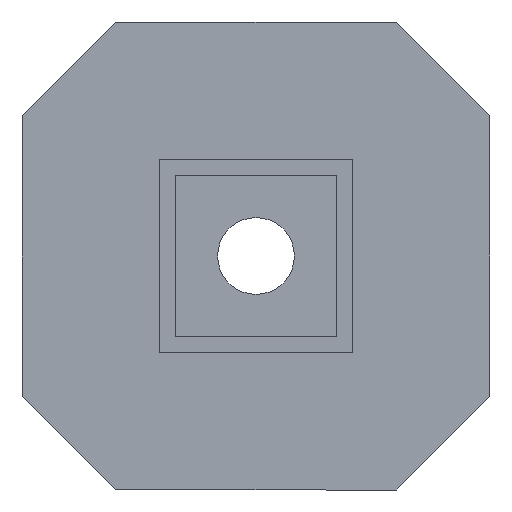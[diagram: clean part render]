
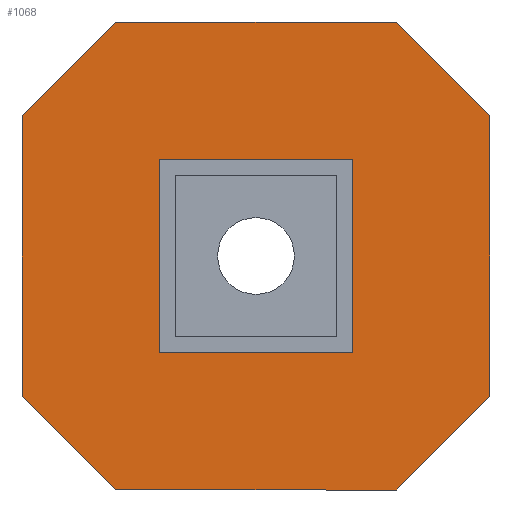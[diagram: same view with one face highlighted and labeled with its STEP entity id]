
A CAD part, left-side view. The second image highlights one B-rep face of the part: STEP entity #1068.
In plain terms, the highlighted planar face has unit normal (-1, 0, 0).
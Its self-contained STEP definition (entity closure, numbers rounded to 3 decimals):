
#30 = EDGE_LOOP ( 'NONE', ( #537, #1095, #953, #811, #1148, #736, #1076, #224 ) ) ;
#38 = EDGE_CURVE ( 'NONE', #921, #920, #1134, .T. ) ;
#42 = CARTESIAN_POINT ( 'NONE',  ( 0., 126., -126. ) ) ;
#52 = CARTESIAN_POINT ( 'NONE',  ( 0., 305., -183. ) ) ;
#55 = DIRECTION ( 'NONE',  ( 0., 0., -1. ) ) ;
#61 = DIRECTION ( 'NONE',  ( 0., 0., -1. ) ) ;
#79 = DIRECTION ( 'NONE',  ( 0., 1., 0. ) ) ;
#83 = EDGE_CURVE ( 'NONE', #326, #305, #450, .T. ) ;
#84 = DIRECTION ( 'NONE',  ( 0., -1., 0. ) ) ;
#122 = LINE ( 'NONE', #798, #421 ) ;
#126 = VECTOR ( 'NONE', #549, 1000. ) ;
#152 = PLANE ( 'NONE',  #446 ) ;
#172 = LINE ( 'NONE', #965, #653 ) ;
#186 = VECTOR ( 'NONE', #841, 1000. ) ;
#192 = CARTESIAN_POINT ( 'NONE',  ( 0., 126., 126. ) ) ;
#224 = ORIENTED_EDGE ( 'NONE', *, *, #83, .F. ) ;
#230 = VECTOR ( 'NONE', #352, 1000. ) ;
#238 = EDGE_CURVE ( 'NONE', #1273, #838, #172, .T. ) ;
#266 = LINE ( 'NONE', #577, #633 ) ;
#271 = LINE ( 'NONE', #946, #230 ) ;
#297 = EDGE_CURVE ( 'NONE', #395, #326, #122, .T. ) ;
#305 = VERTEX_POINT ( 'NONE', #1091 ) ;
#326 = VERTEX_POINT ( 'NONE', #1003 ) ;
#330 = LINE ( 'NONE', #922, #1277 ) ;
#352 = DIRECTION ( 'NONE',  ( 0., -0.707, 0.707 ) ) ;
#370 = CARTESIAN_POINT ( 'NONE',  ( 0., 126., -126. ) ) ;
#372 = LINE ( 'NONE', #473, #465 ) ;
#376 = VERTEX_POINT ( 'NONE', #192 ) ;
#386 = DIRECTION ( 'NONE',  ( 0., 0.707, -0.707 ) ) ;
#395 = VERTEX_POINT ( 'NONE', #597 ) ;
#405 = EDGE_LOOP ( 'NONE', ( #1219, #999, #571, #926 ) ) ;
#421 = VECTOR ( 'NONE', #715, 1000. ) ;
#442 = DIRECTION ( 'NONE',  ( 0., 0.707, 0.707 ) ) ;
#446 = AXIS2_PLACEMENT_3D ( 'NONE', #548, #938, #55 ) ;
#450 = LINE ( 'NONE', #655, #186 ) ;
#457 = CARTESIAN_POINT ( 'NONE',  ( 0., -126., 126. ) ) ;
#458 = EDGE_CURVE ( 'NONE', #376, #1243, #266, .T. ) ;
#465 = VECTOR ( 'NONE', #766, 1000. ) ;
#473 = CARTESIAN_POINT ( 'NONE',  ( 0., 126., 126. ) ) ;
#479 = EDGE_CURVE ( 'NONE', #1123, #809, #942, .T. ) ;
#485 = CARTESIAN_POINT ( 'NONE',  ( 0., 305., -183. ) ) ;
#514 = VECTOR ( 'NONE', #442, 1000. ) ;
#533 = CARTESIAN_POINT ( 'NONE',  ( 0., -126., -126. ) ) ;
#537 = ORIENTED_EDGE ( 'NONE', *, *, #297, .F. ) ;
#548 = CARTESIAN_POINT ( 'NONE',  ( 0., 0., 0. ) ) ;
#549 = DIRECTION ( 'NONE',  ( 0., 0., 1. ) ) ;
#559 = CARTESIAN_POINT ( 'NONE',  ( 0., 305., 183. ) ) ;
#570 = VECTOR ( 'NONE', #61, 1000. ) ;
#571 = ORIENTED_EDGE ( 'NONE', *, *, #458, .T. ) ;
#573 = VECTOR ( 'NONE', #79, 1000. ) ;
#577 = CARTESIAN_POINT ( 'NONE',  ( 0., 126., 126. ) ) ;
#597 = CARTESIAN_POINT ( 'NONE',  ( 0., 183., 305. ) ) ;
#612 = CARTESIAN_POINT ( 'NONE',  ( 0., -305., 183. ) ) ;
#633 = VECTOR ( 'NONE', #84, 1000. ) ;
#645 = FACE_OUTER_BOUND ( 'NONE', #30, .T. ) ;
#652 = LINE ( 'NONE', #457, #570 ) ;
#653 = VECTOR ( 'NONE', #386, 1000. ) ;
#654 = CARTESIAN_POINT ( 'NONE',  ( 0., -305., -183. ) ) ;
#655 = CARTESIAN_POINT ( 'NONE',  ( 0., -183., 305. ) ) ;
#715 = DIRECTION ( 'NONE',  ( 0., -1., 0. ) ) ;
#736 = ORIENTED_EDGE ( 'NONE', *, *, #238, .F. ) ;
#749 = CARTESIAN_POINT ( 'NONE',  ( 0., -126., 126. ) ) ;
#766 = DIRECTION ( 'NONE',  ( 0., 0., 1. ) ) ;
#798 = CARTESIAN_POINT ( 'NONE',  ( 0., 183., 305. ) ) ;
#809 = VERTEX_POINT ( 'NONE', #42 ) ;
#811 = ORIENTED_EDGE ( 'NONE', *, *, #1163, .F. ) ;
#835 = LINE ( 'NONE', #52, #514 ) ;
#838 = VERTEX_POINT ( 'NONE', #1274 ) ;
#841 = DIRECTION ( 'NONE',  ( 0., -0.707, -0.707 ) ) ;
#856 = CARTESIAN_POINT ( 'NONE',  ( 0., 183., -305. ) ) ;
#875 = LINE ( 'NONE', #612, #958 ) ;
#905 = CARTESIAN_POINT ( 'NONE',  ( 0., 305., 183. ) ) ;
#913 = EDGE_CURVE ( 'NONE', #305, #1273, #875, .T. ) ;
#920 = VERTEX_POINT ( 'NONE', #905 ) ;
#921 = VERTEX_POINT ( 'NONE', #485 ) ;
#922 = CARTESIAN_POINT ( 'NONE',  ( 0., 183., -305. ) ) ;
#926 = ORIENTED_EDGE ( 'NONE', *, *, #1007, .T. ) ;
#938 = DIRECTION ( 'NONE',  ( 1., 0., 0. ) ) ;
#942 = LINE ( 'NONE', #370, #573 ) ;
#946 = CARTESIAN_POINT ( 'NONE',  ( 0., 305., 183. ) ) ;
#953 = ORIENTED_EDGE ( 'NONE', *, *, #38, .F. ) ;
#958 = VECTOR ( 'NONE', #1000, 1000. ) ;
#965 = CARTESIAN_POINT ( 'NONE',  ( 0., -305., -183. ) ) ;
#991 = EDGE_CURVE ( 'NONE', #920, #395, #271, .T. ) ;
#999 = ORIENTED_EDGE ( 'NONE', *, *, #1050, .T. ) ;
#1000 = DIRECTION ( 'NONE',  ( 0., 0., -1. ) ) ;
#1003 = CARTESIAN_POINT ( 'NONE',  ( 0., -183., 305. ) ) ;
#1007 = EDGE_CURVE ( 'NONE', #1243, #1123, #652, .T. ) ;
#1010 = VERTEX_POINT ( 'NONE', #856 ) ;
#1036 = FACE_BOUND ( 'NONE', #405, .T. ) ;
#1050 = EDGE_CURVE ( 'NONE', #809, #376, #372, .T. ) ;
#1068 = ADVANCED_FACE ( 'NONE', ( #645, #1036 ), #152, .F. ) ;
#1076 = ORIENTED_EDGE ( 'NONE', *, *, #913, .F. ) ;
#1091 = CARTESIAN_POINT ( 'NONE',  ( 0., -305., 183. ) ) ;
#1095 = ORIENTED_EDGE ( 'NONE', *, *, #991, .F. ) ;
#1123 = VERTEX_POINT ( 'NONE', #533 ) ;
#1124 = EDGE_CURVE ( 'NONE', #838, #1010, #330, .T. ) ;
#1134 = LINE ( 'NONE', #559, #126 ) ;
#1148 = ORIENTED_EDGE ( 'NONE', *, *, #1124, .F. ) ;
#1163 = EDGE_CURVE ( 'NONE', #1010, #921, #835, .T. ) ;
#1217 = DIRECTION ( 'NONE',  ( 0., 1., 0. ) ) ;
#1219 = ORIENTED_EDGE ( 'NONE', *, *, #479, .T. ) ;
#1243 = VERTEX_POINT ( 'NONE', #749 ) ;
#1273 = VERTEX_POINT ( 'NONE', #654 ) ;
#1274 = CARTESIAN_POINT ( 'NONE',  ( 0., -183., -305. ) ) ;
#1277 = VECTOR ( 'NONE', #1217, 1000. ) ;
